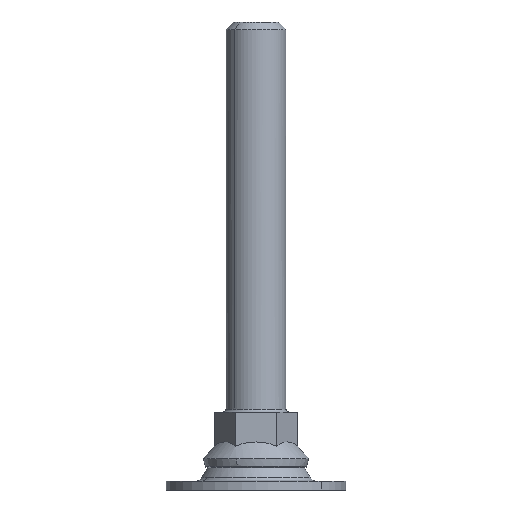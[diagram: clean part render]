
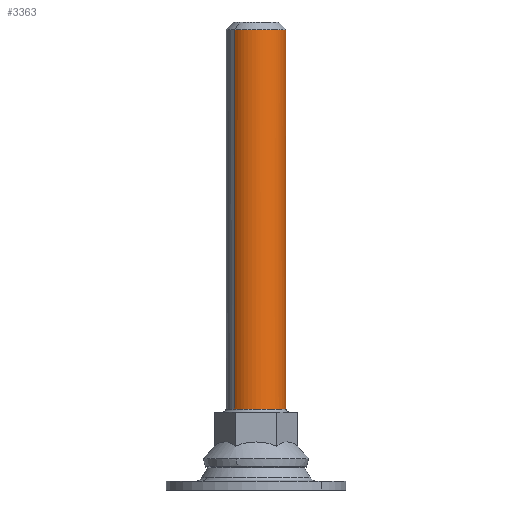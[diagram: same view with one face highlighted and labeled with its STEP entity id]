
A CAD part, front view. The second image highlights one B-rep face of the part: STEP entity #3363.
In plain terms, the highlighted free-form (B-spline) face has degree [2, 1] with [5, 2] control points.
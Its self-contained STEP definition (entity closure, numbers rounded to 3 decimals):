
#3072=CARTESIAN_POINT('',(-7.133,-7.009,153.5));
#3073=VERTEX_POINT('',#3072);
#3074=CARTESIAN_POINT('',(-7.22,-6.919,153.5));
#3075=VERTEX_POINT('',#3074);
#3076=CARTESIAN_POINT('',(-7.133,-7.009,153.5));
#3077=CARTESIAN_POINT('',(-7.22,-6.919,153.5));
#3078=QUASI_UNIFORM_CURVE('',1,(#3076,#3077),.UNSPECIFIED.,.F.,.U.);
#3079=EDGE_CURVE('',#3073,#3075,#3078,.T.);
#3155=CARTESIAN_POINT('',(0.,-10.,153.5));
#3156=VERTEX_POINT('',#3155);
#3157=CARTESIAN_POINT('',(0.,-10.,153.5));
#3158=CARTESIAN_POINT('',(-0.786,-10.,153.5));
#3159=CARTESIAN_POINT('',(-1.903,-9.868,153.5));
#3160=CARTESIAN_POINT('',(-3.73,-9.331,153.5));
#3161=CARTESIAN_POINT('',(-5.416,-8.511,153.5));
#3162=CARTESIAN_POINT('',(-6.611,-7.54,153.5));
#3163=CARTESIAN_POINT('',(-7.133,-7.009,153.5));
#3164=B_SPLINE_CURVE_WITH_KNOTS('',3,(#3157,#3158,#3159,#3160,#3161,#3162,#3163),.UNSPECIFIED.,.F.,.U.,(4,1,1,1,4),(0.,2.358,3.35,5.708,7.941),.UNSPECIFIED.);
#3165=EDGE_CURVE('',#3156,#3073,#3164,.T.);
#3167=CARTESIAN_POINT('',(10.0,0.0,153.5));
#3168=VERTEX_POINT('',#3167);
#3169=CARTESIAN_POINT('',(10.0,0.0,153.5));
#3170=CARTESIAN_POINT('',(10.,-0.982,153.5));
#3171=CARTESIAN_POINT('',(9.787,-2.413,153.5));
#3172=CARTESIAN_POINT('',(9.061,-4.33,153.5));
#3173=CARTESIAN_POINT('',(8.345,-5.577,153.5));
#3174=CARTESIAN_POINT('',(7.38,-6.798,153.5));
#3175=CARTESIAN_POINT('',(6.19,-7.931,153.5));
#3176=CARTESIAN_POINT('',(4.702,-8.886,153.5));
#3177=CARTESIAN_POINT('',(2.618,-9.75,153.5));
#3178=CARTESIAN_POINT('',(1.064,-10.001,153.5));
#3179=CARTESIAN_POINT('',(0.,-10.,153.5));
#3180=B_SPLINE_CURVE_WITH_KNOTS('',3,(#3169,#3170,#3171,#3172,#3173,#3174,#3175,#3176,#3177,#3178,#3179),.UNSPECIFIED.,.F.,.U.,(4,1,1,1,1,1,1,1,4),(0.,2.945,4.295,6.136,7.24,8.959,11.045,12.517,15.708),.UNSPECIFIED.);
#3181=EDGE_CURVE('',#3168,#3156,#3180,.T.);
#3183=CARTESIAN_POINT('',(7.22,6.919,153.5));
#3184=VERTEX_POINT('',#3183);
#3185=CARTESIAN_POINT('',(7.22,6.919,153.5));
#3186=CARTESIAN_POINT('',(7.606,6.517,153.5));
#3187=CARTESIAN_POINT('',(8.334,5.616,153.5));
#3188=CARTESIAN_POINT('',(9.227,4.01,153.5));
#3189=CARTESIAN_POINT('',(9.85,2.109,153.5));
#3190=CARTESIAN_POINT('',(10.,0.716,153.5));
#3191=CARTESIAN_POINT('',(10.0,0.0,153.5));
#3192=B_SPLINE_CURVE_WITH_KNOTS('',3,(#3185,#3186,#3187,#3188,#3189,#3190,#3191),.UNSPECIFIED.,.F.,.U.,(4,1,1,1,4),(0.,1.671,3.462,5.492,7.641),.UNSPECIFIED.);
#3193=EDGE_CURVE('',#3184,#3168,#3192,.T.);
#3228=CARTESIAN_POINT('',(-7.22,-6.919,27.));
#3229=VERTEX_POINT('',#3228);
#3240=CARTESIAN_POINT('',(-7.22,-6.919,153.5));
#3241=CARTESIAN_POINT('',(-7.22,-6.919,27.));
#3242=QUASI_UNIFORM_CURVE('',1,(#3240,#3241),.UNSPECIFIED.,.F.,.U.);
#3243=EDGE_CURVE('',#3075,#3229,#3242,.T.);
#3249=CARTESIAN_POINT('',(7.22,6.919,27.));
#3250=VERTEX_POINT('',#3249);
#3251=CARTESIAN_POINT('',(7.22,6.919,153.5));
#3252=CARTESIAN_POINT('',(7.22,6.919,27.));
#3253=QUASI_UNIFORM_CURVE('',1,(#3251,#3252),.UNSPECIFIED.,.F.,.U.);
#3254=EDGE_CURVE('',#3184,#3250,#3253,.T.);
#3292=CARTESIAN_POINT('',(7.22,6.919,156.663));
#3293=CARTESIAN_POINT('',(14.139,-0.301,156.663));
#3294=CARTESIAN_POINT('',(6.919,-7.22,156.663));
#3295=CARTESIAN_POINT('',(-0.301,-14.139,156.663));
#3296=CARTESIAN_POINT('',(-7.22,-6.919,156.663));
#3297=CARTESIAN_POINT('',(7.22,6.919,23.758));
#3298=CARTESIAN_POINT('',(14.139,-0.301,23.758));
#3299=CARTESIAN_POINT('',(6.919,-7.22,23.758));
#3300=CARTESIAN_POINT('',(-0.301,-14.139,23.758));
#3301=CARTESIAN_POINT('',(-7.22,-6.919,23.758));
#3309=(BOUNDED_SURFACE()B_SPLINE_SURFACE(2,1,((#3292,#3297),(#3293,#3298),(#3294,#3299),(#3295,#3300),(#3296,#3301)),.UNSPECIFIED.,.F.,.F.,.U.)B_SPLINE_SURFACE_WITH_KNOTS((3,2,3),(2,2),(0.0,16.569,33.137),(0.0,132.904),.UNSPECIFIED.)GEOMETRIC_REPRESENTATION_ITEM()RATIONAL_B_SPLINE_SURFACE(((1.0,1.0),(0.707,0.707),(1.0,1.0),(0.707,0.707),(1.0,1.0)))REPRESENTATION_ITEM('')SURFACE());
#3310=CARTESIAN_POINT('',(-0.063,-10.,27.));
#3311=VERTEX_POINT('',#3310);
#3312=CARTESIAN_POINT('',(-7.22,-6.919,27.));
#3313=CARTESIAN_POINT('',(-6.701,-7.461,27.));
#3314=CARTESIAN_POINT('',(-5.83,-8.185,27.));
#3315=CARTESIAN_POINT('',(-4.349,-9.044,27.));
#3316=CARTESIAN_POINT('',(-2.562,-9.761,27.));
#3317=CARTESIAN_POINT('',(-1.022,-9.994,27.));
#3318=CARTESIAN_POINT('',(-0.063,-10.,27.));
#3319=B_SPLINE_CURVE_WITH_KNOTS('',3,(#3312,#3313,#3314,#3315,#3316,#3317,#3318),.UNSPECIFIED.,.F.,.U.,(4,1,1,1,4),(0.,2.251,3.377,5.128,8.004),.UNSPECIFIED.);
#3320=EDGE_CURVE('',#3229,#3311,#3319,.T.);
#3321=ORIENTED_EDGE('',*,*,#3320,.T.);
#3322=CARTESIAN_POINT('',(9.999,-0.126,27.));
#3323=VERTEX_POINT('',#3322);
#3324=CARTESIAN_POINT('',(-0.063,-10.,27.));
#3325=CARTESIAN_POINT('',(0.752,-10.005,27.));
#3326=CARTESIAN_POINT('',(2.383,-9.815,27.));
#3327=CARTESIAN_POINT('',(4.342,-9.077,27.));
#3328=CARTESIAN_POINT('',(5.978,-8.074,27.));
#3329=CARTESIAN_POINT('',(7.338,-6.893,27.));
#3330=CARTESIAN_POINT('',(8.36,-5.56,27.));
#3331=CARTESIAN_POINT('',(9.145,-4.129,27.));
#3332=CARTESIAN_POINT('',(9.781,-2.445,27.));
#3333=CARTESIAN_POINT('',(9.989,-0.981,27.));
#3334=CARTESIAN_POINT('',(9.999,-0.126,27.));
#3335=B_SPLINE_CURVE_WITH_KNOTS('',3,(#3324,#3325,#3326,#3327,#3328,#3329,#3330,#3331,#3332,#3333,#3334),.UNSPECIFIED.,.F.,.U.,(4,1,1,1,1,1,1,1,4),(0.,2.445,4.889,6.234,8.189,10.267,11.245,13.078,15.645),.UNSPECIFIED.);
#3336=EDGE_CURVE('',#3311,#3323,#3335,.T.);
#3337=ORIENTED_EDGE('',*,*,#3336,.T.);
#3338=CARTESIAN_POINT('',(10.,0.0,27.0));
#3339=VERTEX_POINT('',#3338);
#3340=CARTESIAN_POINT('',(9.999,-0.126,27.));
#3341=CARTESIAN_POINT('',(10.,0.0,27.0));
#3342=QUASI_UNIFORM_CURVE('',1,(#3340,#3341),.UNSPECIFIED.,.F.,.U.);
#3343=EDGE_CURVE('',#3323,#3339,#3342,.T.);
#3344=ORIENTED_EDGE('',*,*,#3343,.T.);
#3345=CARTESIAN_POINT('',(10.,0.0,27.0));
#3346=CARTESIAN_POINT('',(10.,0.677,27.));
#3347=CARTESIAN_POINT('',(9.854,2.109,27.));
#3348=CARTESIAN_POINT('',(9.231,4.013,27.));
#3349=CARTESIAN_POINT('',(8.309,5.648,27.));
#3350=CARTESIAN_POINT('',(7.606,6.517,27.));
#3351=CARTESIAN_POINT('',(7.22,6.919,27.));
#3352=B_SPLINE_CURVE_WITH_KNOTS('',3,(#3345,#3346,#3347,#3348,#3349,#3350,#3351),.UNSPECIFIED.,.F.,.U.,(4,1,1,1,4),(0.,2.03,4.298,5.97,7.641),.UNSPECIFIED.);
#3353=EDGE_CURVE('',#3339,#3250,#3352,.T.);
#3354=ORIENTED_EDGE('',*,*,#3353,.T.);
#3355=ORIENTED_EDGE('',*,*,#3254,.F.);
#3356=ORIENTED_EDGE('',*,*,#3193,.T.);
#3357=ORIENTED_EDGE('',*,*,#3181,.T.);
#3358=ORIENTED_EDGE('',*,*,#3165,.T.);
#3359=ORIENTED_EDGE('',*,*,#3079,.T.);
#3360=ORIENTED_EDGE('',*,*,#3243,.T.);
#3361=EDGE_LOOP('',(#3321,#3337,#3344,#3354,#3355,#3356,#3357,#3358,#3359,#3360));
#3362=FACE_OUTER_BOUND('',#3361,.T.);
#3363=ADVANCED_FACE('',(#3362),#3309,.T.);
